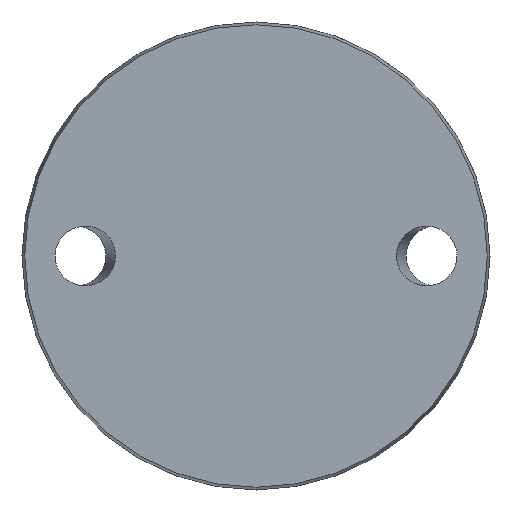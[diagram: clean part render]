
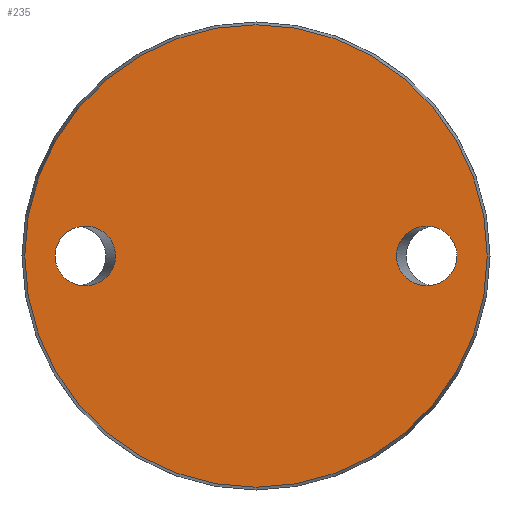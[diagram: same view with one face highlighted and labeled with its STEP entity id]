
A CAD part, front view. The second image highlights one B-rep face of the part: STEP entity #235.
In plain terms, the highlighted planar face has unit normal (0, -1, 0).
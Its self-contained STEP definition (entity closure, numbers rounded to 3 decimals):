
#11 = CARTESIAN_POINT ( 'NONE',  ( -29.413, 0., 12.5 ) ) ;
#41 = EDGE_LOOP ( 'NONE', ( #458 ) ) ;
#47 = PLANE ( 'NONE',  #573 ) ;
#53 = CARTESIAN_POINT ( 'NONE',  ( 42.087, 0., 0. ) ) ;
#88 = VERTEX_POINT ( 'NONE', #543 ) ;
#102 = CARTESIAN_POINT ( 'NONE',  ( 29.413, 0., -12.5 ) ) ;
#107 = DIRECTION ( 'NONE',  ( 0., 1., 0. ) ) ;
#112 = FACE_BOUND ( 'NONE', #613, .T. ) ;
#149 =( BOUNDED_CURVE ( )  B_SPLINE_CURVE ( 3, ( #53, #165, #102, #287, #214, #276, #157 ),
 .UNSPECIFIED., .T., .F. ) 
 B_SPLINE_CURVE_WITH_KNOTS ( ( 4, 3, 4 ),
 ( 0., 3.142, 6.283 ),
 .UNSPECIFIED. ) 
 CURVE ( )  GEOMETRIC_REPRESENTATION_ITEM ( )  RATIONAL_B_SPLINE_CURVE ( ( 1., 0.333, 0.333, 1., 0.333, 0.333, 1. ) ) 
 REPRESENTATION_ITEM ( '' )  );
#157 = CARTESIAN_POINT ( 'NONE',  ( 42.087, 0., 0. ) ) ;
#165 = CARTESIAN_POINT ( 'NONE',  ( 42.087, 0., -12.5 ) ) ;
#170 = DIRECTION ( 'NONE',  ( 0., -1., 0. ) ) ;
#171 = CARTESIAN_POINT ( 'NONE',  ( -42.087, 0., 0. ) ) ;
#177 = CARTESIAN_POINT ( 'NONE',  ( -42.087, 0., -12.5 ) ) ;
#194 = EDGE_CURVE ( 'NONE', #372, #372, #149, .T. ) ;
#214 = CARTESIAN_POINT ( 'NONE',  ( 29.413, 0., 12.5 ) ) ;
#223 = CARTESIAN_POINT ( 'NONE',  ( -48.425, 0., 0. ) ) ;
#235 = ADVANCED_FACE ( 'NONE', ( #112, #568, #446 ), #47, .F. ) ;
#244 = EDGE_LOOP ( 'NONE', ( #520 ) ) ;
#276 = CARTESIAN_POINT ( 'NONE',  ( 42.087, 0., 12.5 ) ) ;
#287 = CARTESIAN_POINT ( 'NONE',  ( 29.413, 0., 0. ) ) ;
#298 = CARTESIAN_POINT ( 'NONE',  ( -29.413, 0., 0. ) ) ;
#306 = CARTESIAN_POINT ( 'NONE',  ( -29.413, 0., -12.5 ) ) ;
#312 = VERTEX_POINT ( 'NONE', #700 ) ;
#343 = CARTESIAN_POINT ( 'NONE',  ( 0., 0., 0. ) ) ;
#372 = VERTEX_POINT ( 'NONE', #596 ) ;
#396 = EDGE_CURVE ( 'NONE', #88, #88, #656, .T. ) ;
#410 = CIRCLE ( 'NONE', #619, 48.425 ) ;
#446 = FACE_OUTER_BOUND ( 'NONE', #41, .T. ) ;
#458 = ORIENTED_EDGE ( 'NONE', *, *, #559, .T. ) ;
#460 = DIRECTION ( 'NONE',  ( 0., 0., -1. ) ) ;
#461 = CARTESIAN_POINT ( 'NONE',  ( -42.087, 0., 12.5 ) ) ;
#520 = ORIENTED_EDGE ( 'NONE', *, *, #194, .T. ) ;
#543 = CARTESIAN_POINT ( 'NONE',  ( -42.087, 0., 0. ) ) ;
#559 = EDGE_CURVE ( 'NONE', #312, #312, #410, .T. ) ;
#568 = FACE_BOUND ( 'NONE', #244, .T. ) ;
#573 = AXIS2_PLACEMENT_3D ( 'NONE', #223, #107, #609 ) ;
#581 = CARTESIAN_POINT ( 'NONE',  ( -42.087, 0., 0. ) ) ;
#596 = CARTESIAN_POINT ( 'NONE',  ( 42.087, 0., 0. ) ) ;
#609 = DIRECTION ( 'NONE',  ( 0., 0., 1. ) ) ;
#613 = EDGE_LOOP ( 'NONE', ( #646 ) ) ;
#619 = AXIS2_PLACEMENT_3D ( 'NONE', #343, #170, #460 ) ;
#646 = ORIENTED_EDGE ( 'NONE', *, *, #396, .T. ) ;
#656 =( BOUNDED_CURVE ( )  B_SPLINE_CURVE ( 3, ( #171, #461, #11, #298, #306, #177, #581 ),
 .UNSPECIFIED., .T., .F. ) 
 B_SPLINE_CURVE_WITH_KNOTS ( ( 4, 3, 4 ),
 ( 0., 3.142, 6.283 ),
 .UNSPECIFIED. ) 
 CURVE ( )  GEOMETRIC_REPRESENTATION_ITEM ( )  RATIONAL_B_SPLINE_CURVE ( ( 1., 0.333, 0.333, 1., 0.333, 0.333, 1. ) ) 
 REPRESENTATION_ITEM ( '' )  );
#700 = CARTESIAN_POINT ( 'NONE',  ( 0., 0., -48.425 ) ) ;
